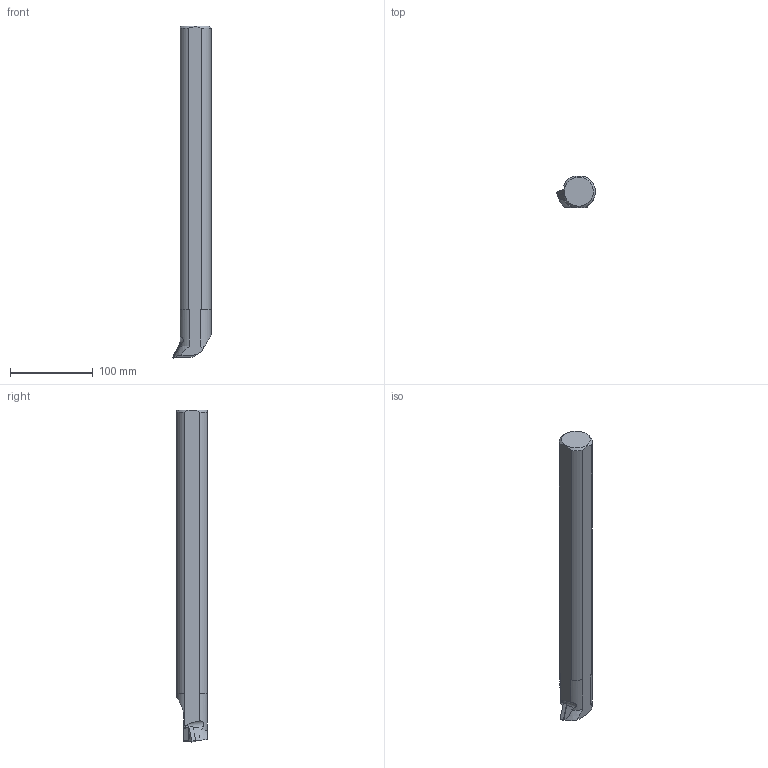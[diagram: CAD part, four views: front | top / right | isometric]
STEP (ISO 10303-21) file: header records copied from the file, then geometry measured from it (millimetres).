
FILE_DESCRIPTION(/* description */ (''),/* implementation_level */ '2;1');
FILE_NAME(/* name */ '1527583587515.stp',/* time_stamp */ '2018-05-29T10:46:30+02:00',/* author */ (''),/* organization */ ('SMS'),/* preprocessor_version */ 'ST-DEVELOPER v15',/* originating_system */ 'SIEMENS PLM Software NX 8.5',/* authorisation */ '');
FILE_SCHEMA (('AUTOMOTIVE_DESIGN { 1 0 10303 214 3 1 1 1 }'));
Length unit declared in the file: millimetre
Products named in the file (4): ASSEMBLY_CONSTRUCTION; IsoTurningInsert; 201673117mod000_00; 201678928mod000_00
Assembly tree (3 placements, depth 2):
  201678928mod000_00
    201673117mod000_00
    IsoTurningInsert
    ASSEMBLY_CONSTRUCTION
Bounding box: 46.81 x 37 x 401.46 mm (x, y, z)
Volume: 461415.6 mm3; surface area: 51610.3 mm2
Topology: 2 solids, 2 shells, 43 faces, 118 edges, 86 vertices
Faces by surface type: plane 21, cylinder 16, cone 6
Full cylindrical faces by diameter (mm): 5.156 x1
Entity records: 1633 total; most frequent: CARTESIAN_POINT 356, DIRECTION 248, ORIENTED_EDGE 228, EDGE_CURVE 114, AXIS2_PLACEMENT_3D 96, VERTEX_POINT 77, LINE 56, VECTOR 56
